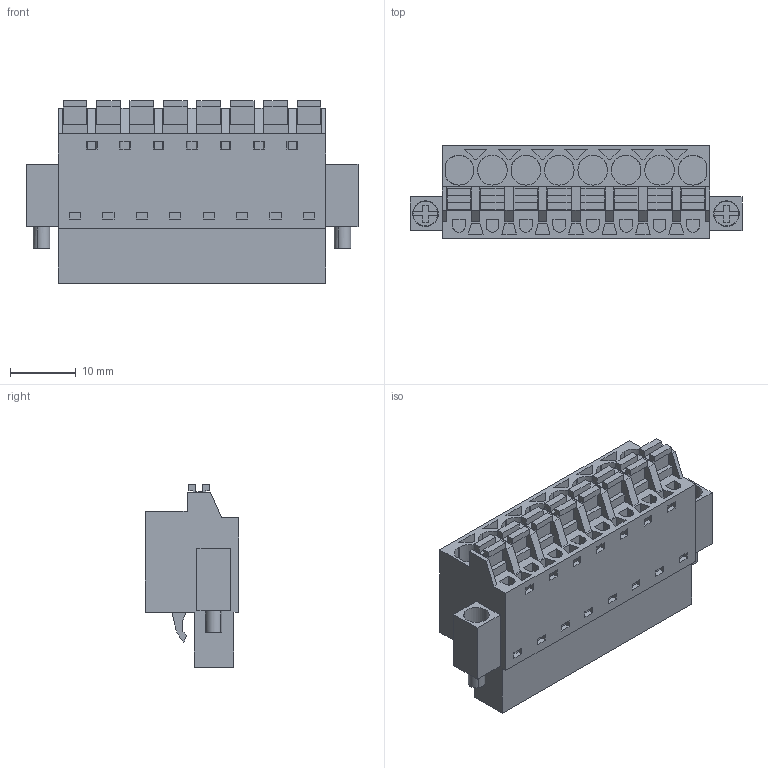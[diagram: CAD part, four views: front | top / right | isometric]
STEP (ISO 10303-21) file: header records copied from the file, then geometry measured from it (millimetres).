
FILE_DESCRIPTION(('CATIA V5 STEP Exchange','CAx-IF Rec.Pracs.--- Model Styling and Organization---1.2---2011-12-15'),'2;1');
FILE_NAME ('D1446500_0_1012710000_1012710000.stp','2017-04-28T12:03:51+00:00',('none'),('Weidmueller'),'CATIA Version 5-6 Release 2014','CATIA V5 STEP AP214','none');
FILE_SCHEMA(('AUTOMOTIVE_DESIGN { 1 0 10303 214 1 1 1 1 }'));
Length unit declared in the file: millimetre
Products named in the file (1): 1012710000
Bounding box: 50.44 x 14.2 x 27.73 mm (x, y, z)
Volume: 10004 mm3; surface area: 7422.6 mm2
Topology: 11 solids, 11 shells, 658 faces, 1859 edges, 1287 vertices
Faces by surface type: plane 580, cylinder 77, extrusion 1
Entity records: 21071 total; most frequent: CARTESIAN_POINT 4083, ORIENTED_EDGE 3718, DIRECTION 2705, EDGE_CURVE 1859, VECTOR 1696, LINE 1695, VERTEX_POINT 1287, EDGE_LOOP 754
